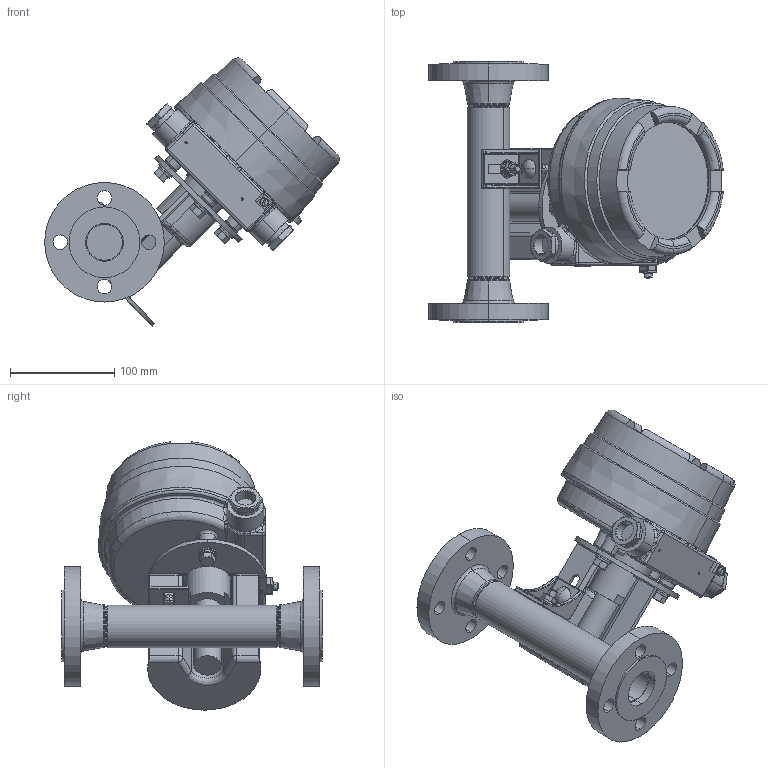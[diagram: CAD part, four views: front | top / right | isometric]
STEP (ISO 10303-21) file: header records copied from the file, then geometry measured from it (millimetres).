
FILE_DESCRIPTION (( 'STEP AP203' ), '1' );
FILE_NAME ('3809G-A-10-J-3-D-0.STEP', '2022-03-04T19:00:52', ( '' ), ( '' ), 'SwSTEP 2.0', 'SolidWorks 2020', '' );
FILE_SCHEMA (( 'CONFIG_CONTROL_DESIGN' ));
Length unit declared in the file: inch
Products named in the file (1): 3809G-A-10-J-3-D-0
Bounding box: 283.25 x 250 x 257.91 mm (x, y, z)
Surface area: 410261.8 mm2 (no closed solid volume)
Topology: 0 solids, 31 shells, 1479 faces, 3471 edges, 2035 vertices
Faces by surface type: cylinder 492, plane 418, cone 260, bspline 151, torus 94, sphere 64
Entity records: 51124 total; most frequent: CARTESIAN_POINT 18460, DIRECTION 6893, ORIENTED_EDGE 6754, EDGE_CURVE 3377, AXIS2_PLACEMENT_3D 2800, VERTEX_POINT 2035, EDGE_LOOP 1626, ADVANCED_FACE 1479
